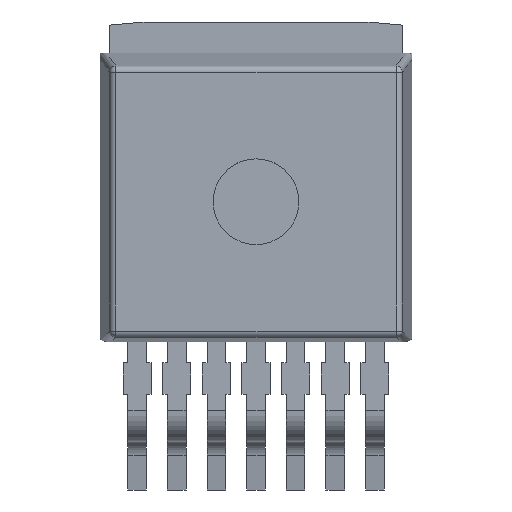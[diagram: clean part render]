
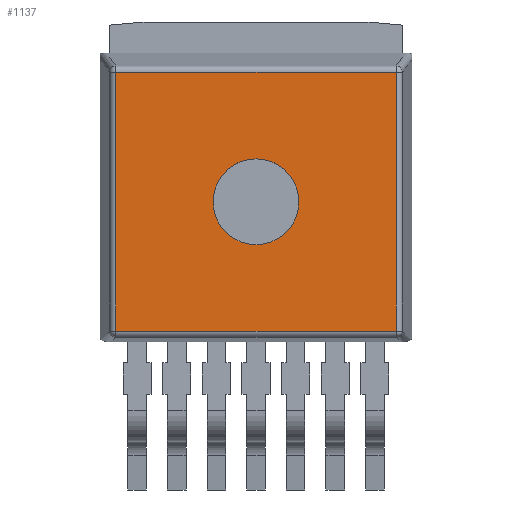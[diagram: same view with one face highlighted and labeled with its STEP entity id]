
A CAD part, top view. The second image highlights one B-rep face of the part: STEP entity #1137.
In plain terms, the highlighted planar face has unit normal (0, 0, 1).
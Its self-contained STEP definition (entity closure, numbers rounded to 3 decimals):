
#364 = PLANE ( 'NONE',  #5967 ) ;
#493 = CARTESIAN_POINT ( 'NONE',  ( 1.375, -0.641, 2.2 ) ) ;
#511 = VERTEX_POINT ( 'NONE', #8425 ) ;
#558 = EDGE_CURVE ( 'NONE', #1941, #6114, #2781, .T. ) ;
#716 = VERTEX_POINT ( 'NONE', #6565 ) ;
#853 = ORIENTED_EDGE ( 'NONE', *, *, #4867, .F. ) ;
#1137 = ADVANCED_FACE ( 'NONE', ( #2495, #4344 ), #364, .F. ) ;
#1941 = VERTEX_POINT ( 'NONE', #2804 ) ;
#2034 = VECTOR ( 'NONE', #5093, 1000. ) ;
#2035 = EDGE_LOOP ( 'NONE', ( #853, #4776 ) ) ;
#2495 = FACE_OUTER_BOUND ( 'NONE', #9744, .T. ) ;
#2612 = ORIENTED_EDGE ( 'NONE', *, *, #5234, .T. ) ;
#2781 = LINE ( 'NONE', #9462, #6710 ) ;
#2804 = CARTESIAN_POINT ( 'NONE',  ( -4.491, 3.511, 2.2 ) ) ;
#2930 = VERTEX_POINT ( 'NONE', #493 ) ;
#3565 = DIRECTION ( 'NONE',  ( 0., 0., 1. ) ) ;
#3612 = VECTOR ( 'NONE', #8876, 1000. ) ;
#3660 = DIRECTION ( 'NONE',  ( 1., 0., 0. ) ) ;
#3694 = CARTESIAN_POINT ( 'NONE',  ( 4.671, -4.787, 2.2 ) ) ;
#3722 = DIRECTION ( 'NONE',  ( 0., 0., 1. ) ) ;
#3920 = ORIENTED_EDGE ( 'NONE', *, *, #558, .T. ) ;
#4054 = ORIENTED_EDGE ( 'NONE', *, *, #4363, .T. ) ;
#4116 = LINE ( 'NONE', #3694, #2034 ) ;
#4304 = EDGE_CURVE ( 'NONE', #6148, #2930, #5572, .T. ) ;
#4344 = FACE_BOUND ( 'NONE', #2035, .T. ) ;
#4363 = EDGE_CURVE ( 'NONE', #6114, #511, #4116, .T. ) ;
#4601 = EDGE_CURVE ( 'NONE', #716, #1941, #8521, .T. ) ;
#4776 = ORIENTED_EDGE ( 'NONE', *, *, #4304, .F. ) ;
#4867 = EDGE_CURVE ( 'NONE', #2930, #6148, #5216, .T. ) ;
#5093 = DIRECTION ( 'NONE',  ( 1., 0., 0. ) ) ;
#5216 = CIRCLE ( 'NONE', #6246, 1.375 ) ;
#5231 = DIRECTION ( 'NONE',  ( 1., 0., 0. ) ) ;
#5234 = EDGE_CURVE ( 'NONE', #511, #716, #7651, .T. ) ;
#5572 = CIRCLE ( 'NONE', #9605, 1.375 ) ;
#5612 = ORIENTED_EDGE ( 'NONE', *, *, #4601, .T. ) ;
#5701 = CARTESIAN_POINT ( 'NONE',  ( 4.491, 3.685, 2.2 ) ) ;
#5967 = AXIS2_PLACEMENT_3D ( 'NONE', #9013, #7401, #9069 ) ;
#6094 = CARTESIAN_POINT ( 'NONE',  ( -4.491, -4.787, 2.2 ) ) ;
#6114 = VERTEX_POINT ( 'NONE', #6094 ) ;
#6148 = VERTEX_POINT ( 'NONE', #6292 ) ;
#6246 = AXIS2_PLACEMENT_3D ( 'NONE', #9992, #3722, #3660 ) ;
#6292 = CARTESIAN_POINT ( 'NONE',  ( -1.375, -0.641, 2.2 ) ) ;
#6432 = DIRECTION ( 'NONE',  ( -1., 0., 0. ) ) ;
#6565 = CARTESIAN_POINT ( 'NONE',  ( 4.491, 3.511, 2.2 ) ) ;
#6710 = VECTOR ( 'NONE', #9392, 1000. ) ;
#7401 = DIRECTION ( 'NONE',  ( 0., 0., -1. ) ) ;
#7571 = CARTESIAN_POINT ( 'NONE',  ( 0., -0.641, 2.2 ) ) ;
#7651 = LINE ( 'NONE', #5701, #3612 ) ;
#8425 = CARTESIAN_POINT ( 'NONE',  ( 4.491, -4.787, 2.2 ) ) ;
#8521 = LINE ( 'NONE', #8789, #9770 ) ;
#8789 = CARTESIAN_POINT ( 'NONE',  ( -4.671, 3.511, 2.2 ) ) ;
#8876 = DIRECTION ( 'NONE',  ( 0., 1., 0. ) ) ;
#9013 = CARTESIAN_POINT ( 'NONE',  ( 0., 0., 2.2 ) ) ;
#9069 = DIRECTION ( 'NONE',  ( -1., 0., 0. ) ) ;
#9392 = DIRECTION ( 'NONE',  ( 0., -1., 0. ) ) ;
#9462 = CARTESIAN_POINT ( 'NONE',  ( -4.491, -4.967, 2.2 ) ) ;
#9605 = AXIS2_PLACEMENT_3D ( 'NONE', #7571, #3565, #5231 ) ;
#9744 = EDGE_LOOP ( 'NONE', ( #4054, #2612, #5612, #3920 ) ) ;
#9770 = VECTOR ( 'NONE', #6432, 1000. ) ;
#9992 = CARTESIAN_POINT ( 'NONE',  ( 0., -0.641, 2.2 ) ) ;
